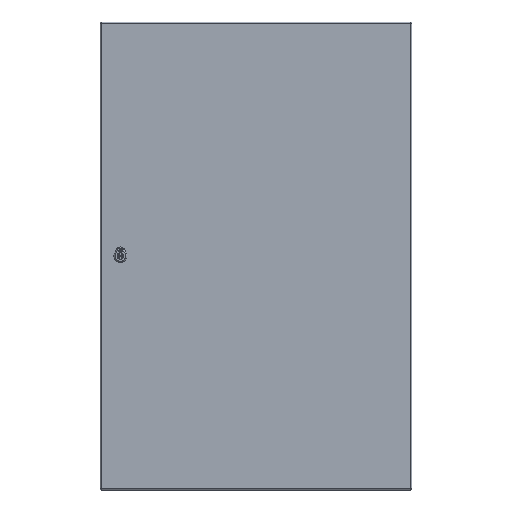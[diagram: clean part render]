
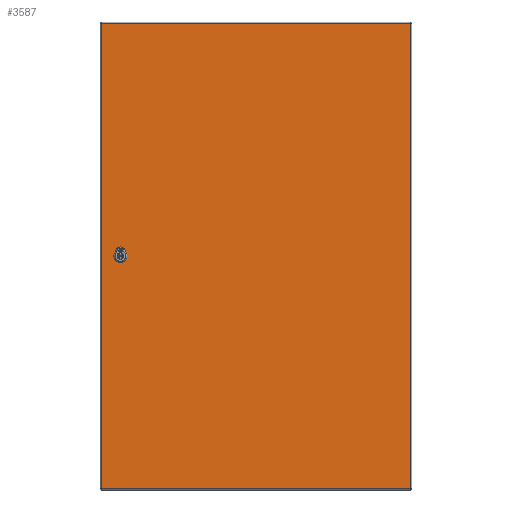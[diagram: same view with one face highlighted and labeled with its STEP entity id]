
A CAD part, top view. The second image highlights one B-rep face of the part: STEP entity #3587.
In plain terms, the highlighted planar face has unit normal (0, 0, 1).
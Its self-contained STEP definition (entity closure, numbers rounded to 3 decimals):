
#1040=FACE_BOUND('',#5391,.T.);
#1041=FACE_BOUND('',#5392,.T.);
#1984=LINE('',#20529,#2818);
#1988=LINE('',#20541,#2822);
#1992=LINE('',#20553,#2826);
#1996=LINE('',#20565,#2830);
#1998=LINE('',#20590,#2832);
#2001=LINE('',#20602,#2835);
#2003=LINE('',#20619,#2837);
#2004=LINE('',#20621,#2838);
#2818=VECTOR('',#15945,1.);
#2822=VECTOR('',#15957,1.);
#2826=VECTOR('',#15969,1.);
#2830=VECTOR('',#15981,1.);
#2832=VECTOR('',#15999,1.);
#2835=VECTOR('',#16012,1.);
#2837=VECTOR('',#16022,1.);
#2838=VECTOR('',#16025,1.);
#3587=ADVANCED_FACE('F167',(#1040,#1041),#4113,.T.);
#4113=PLANE('',#13754);
#5391=EDGE_LOOP('',(#7490,#7491,#7492,#7493));
#5392=EDGE_LOOP('',(#7494,#7495,#7496,#7497,#7498,#7499,#7500,#7501));
#7490=ORIENTED_EDGE('',*,*,#11585,.T.);
#7491=ORIENTED_EDGE('',*,*,#11584,.T.);
#7492=ORIENTED_EDGE('',*,*,#11579,.T.);
#7493=ORIENTED_EDGE('',*,*,#11573,.T.);
#7494=ORIENTED_EDGE('',*,*,#11565,.T.);
#7495=ORIENTED_EDGE('',*,*,#11562,.T.);
#7496=ORIENTED_EDGE('',*,*,#11559,.T.);
#7497=ORIENTED_EDGE('',*,*,#11556,.T.);
#7498=ORIENTED_EDGE('',*,*,#11553,.T.);
#7499=ORIENTED_EDGE('',*,*,#11550,.T.);
#7500=ORIENTED_EDGE('',*,*,#11547,.T.);
#7501=ORIENTED_EDGE('',*,*,#11544,.T.);
#10105=VERTEX_POINT('',#20521);
#10107=VERTEX_POINT('',#20524);
#10109=VERTEX_POINT('',#20530);
#10111=VERTEX_POINT('',#20536);
#10113=VERTEX_POINT('',#20542);
#10115=VERTEX_POINT('',#20548);
#10117=VERTEX_POINT('',#20554);
#10119=VERTEX_POINT('',#20560);
#10122=VERTEX_POINT('',#20570);
#10126=VERTEX_POINT('',#20587);
#10127=VERTEX_POINT('',#20591);
#10131=VERTEX_POINT('',#20603);
#11544=EDGE_CURVE('E467',#10107,#10105,#12871,.T.);
#11547=EDGE_CURVE('E466',#10109,#10107,#1984,.T.);
#11550=EDGE_CURVE('E465',#10111,#10109,#12873,.T.);
#11553=EDGE_CURVE('E464',#10113,#10111,#1988,.T.);
#11556=EDGE_CURVE('E463',#10115,#10113,#12875,.T.);
#11559=EDGE_CURVE('E462',#10117,#10115,#1992,.T.);
#11562=EDGE_CURVE('E461',#10119,#10117,#12877,.T.);
#11565=EDGE_CURVE('E460',#10105,#10119,#1996,.T.);
#11573=EDGE_CURVE('E459',#10127,#10126,#1998,.T.);
#11579=EDGE_CURVE('E458',#10131,#10127,#2001,.T.);
#11584=EDGE_CURVE('E457',#10122,#10131,#2003,.T.);
#11585=EDGE_CURVE('E456',#10126,#10122,#2004,.T.);
#12871=CIRCLE('',#13721,11.25);
#12873=CIRCLE('',#13725,11.25);
#12875=CIRCLE('',#13729,11.25);
#12877=CIRCLE('',#13733,11.25);
#13721=AXIS2_PLACEMENT_3D('',#20523,#15938,#15939);
#13725=AXIS2_PLACEMENT_3D('',#20535,#15950,#15951);
#13729=AXIS2_PLACEMENT_3D('',#20547,#15962,#15963);
#13733=AXIS2_PLACEMENT_3D('',#20559,#15974,#15975);
#13754=AXIS2_PLACEMENT_3D('',#20622,#16026,#16027);
#15938=DIRECTION('',(0.,0.,-1.));
#15939=DIRECTION('',(-1.,0.,0.));
#15945=DIRECTION('',(-1.,0.,0.));
#15950=DIRECTION('',(0.,0.,-1.));
#15951=DIRECTION('',(-1.,0.,0.));
#15957=DIRECTION('',(0.,-1.,0.));
#15962=DIRECTION('',(0.,0.,-1.));
#15963=DIRECTION('',(-1.,0.,0.));
#15969=DIRECTION('',(1.,0.,0.));
#15974=DIRECTION('',(0.,0.,-1.));
#15975=DIRECTION('',(-1.,0.,0.));
#15981=DIRECTION('',(0.,1.,0.));
#15999=DIRECTION('',(-1.,0.,0.));
#16012=DIRECTION('',(0.,1.,0.));
#16022=DIRECTION('',(1.,0.,0.));
#16025=DIRECTION('',(0.,-1.,0.));
#16026=DIRECTION('',(0.,0.,1.));
#16027=DIRECTION('',(0.,-1.,0.));
#20521=CARTESIAN_POINT('',(-6503.296,4229.653,297.941));
#20523=CARTESIAN_POINT('',(-6493.096,4234.399,297.941));
#20524=CARTESIAN_POINT('',(-6497.841,4224.199,297.941));
#20529=CARTESIAN_POINT('',(-6493.096,4224.199,297.941));
#20530=CARTESIAN_POINT('',(-6488.35,4224.199,297.941));
#20535=CARTESIAN_POINT('',(-6493.096,4234.399,297.941));
#20536=CARTESIAN_POINT('',(-6482.896,4229.653,297.941));
#20541=CARTESIAN_POINT('',(-6482.896,4234.399,297.941));
#20542=CARTESIAN_POINT('',(-6482.896,4239.145,297.941));
#20547=CARTESIAN_POINT('',(-6493.096,4234.399,297.941));
#20548=CARTESIAN_POINT('',(-6488.35,4244.599,297.941));
#20553=CARTESIAN_POINT('',(-6493.096,4244.599,297.941));
#20554=CARTESIAN_POINT('',(-6497.841,4244.599,297.941));
#20559=CARTESIAN_POINT('',(-6493.096,4234.399,297.941));
#20560=CARTESIAN_POINT('',(-6503.296,4239.145,297.941));
#20565=CARTESIAN_POINT('',(-6503.296,4234.399,297.941));
#20570=CARTESIAN_POINT('',(-6541.596,3640.399,297.941));
#20587=CARTESIAN_POINT('',(-6541.596,4828.399,297.941));
#20590=CARTESIAN_POINT('',(-6146.846,4828.399,297.941));
#20591=CARTESIAN_POINT('',(-5752.096,4828.399,297.941));
#20602=CARTESIAN_POINT('',(-5752.096,4234.399,297.941));
#20603=CARTESIAN_POINT('',(-5752.096,3640.399,297.941));
#20619=CARTESIAN_POINT('',(-6146.846,3640.399,297.941));
#20621=CARTESIAN_POINT('',(-6541.596,4234.399,297.941));
#20622=CARTESIAN_POINT('',(-5708.771,3577.149,297.941));
